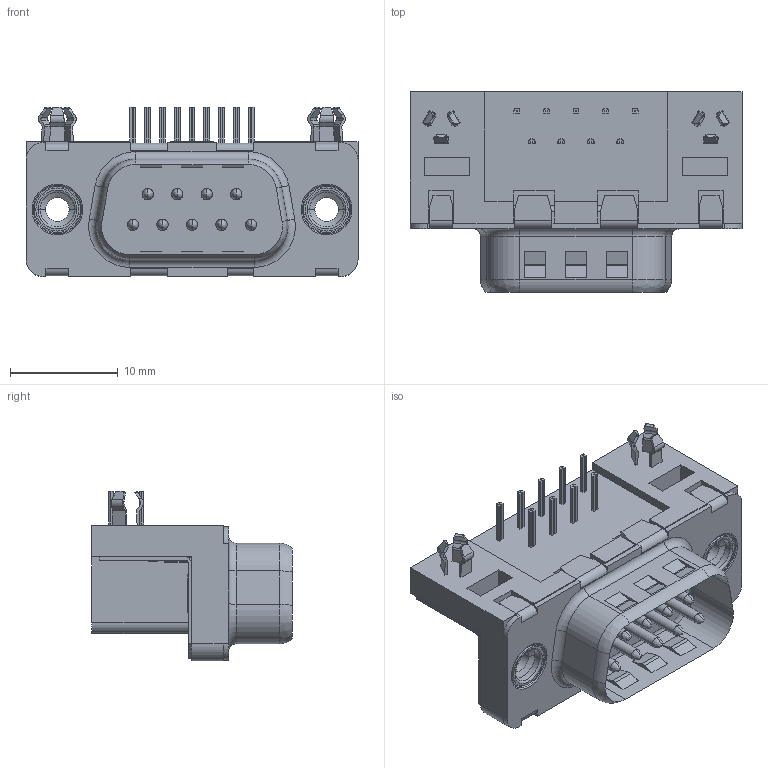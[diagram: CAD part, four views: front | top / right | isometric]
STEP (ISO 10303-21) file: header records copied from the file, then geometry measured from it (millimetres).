
FILE_DESCRIPTION((''),'2;1');
FILE_NAME('PID09P33E4GX96LF','2018-06-08T',('rajana'),('AFCI'),'CREO PARAMETRIC BY PTC INC, 2016130','CREO PARAMETRIC BY PTC INC, 2016130','');
FILE_SCHEMA(('CONFIG_CONTROL_DESIGN'));
Length unit declared in the file: millimetre
Products named in the file (1): PID09P33E4GX96LF
Bounding box: 30.81 x 18.6 x 15.75 mm (x, y, z)
Volume: 3156.9 mm3; surface area: 3200.9 mm2
Topology: 1 solids, 3 shells, 731 faces, 1982 edges, 1279 vertices
Faces by surface type: plane 479, cylinder 198, torus 24, bspline 22, cone 8
Entity records: 23233 total; most frequent: CARTESIAN_POINT 4711, ORIENTED_EDGE 3928, DIRECTION 3728, EDGE_CURVE 1964, VECTOR 1446, LINE 1446, VERTEX_POINT 1279, AXIS2_PLACEMENT_3D 1141
